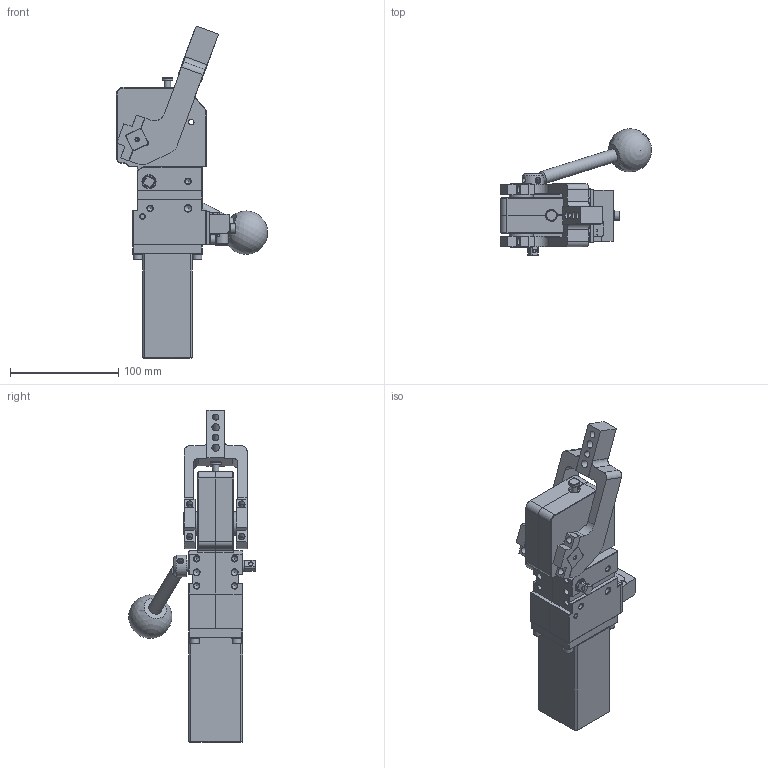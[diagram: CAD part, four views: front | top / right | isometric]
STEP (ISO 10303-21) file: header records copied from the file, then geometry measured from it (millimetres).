
FILE_DESCRIPTION (( 'STEP AP214' ), '1' );
FILE_NAME ('P30M-40-00-00-00_Montaj.STEP', '2025-09-17T10:41:53', ( '' ), ( '' ), 'SwSTEP 2.0', 'SolidWorks 2024', '' );
FILE_SCHEMA (( 'AUTOMOTIVE_DESIGN' ));
Length unit declared in the file: millimetre
Products named in the file (23): P30M-40-02-00-00_Govde_Sol; P30M-40-00-00-00_Montaj; P30M-40-09-01-00_Manuel Tahrik Mil; P30M-40-15-02-05_M5x10 imbus; P30M-40-13-00-01_Sensor_kontrol_1650065_P1; P30M-40-15-02-02_M5x20 imbus; P30M-40-12-00-00_Kontrol Pimi; P30M-40-04-00-00_Piston Borusu; P30M-40-13-00-00_Sensor Kartus; P30M-40-09-00-00_Manuel Tahrik Mil - Montaj_MODEL; P30M-40-01-02-00_Bushing_D12_d10_H15; P30M-40-15-01-00_M5 Tirtilli Rondela; P30M-40-14-00-00_Manuel Kol__MODEL; P30M-40-15-03-01_M5x50 Pim; P30M-40-03-01-00_K52-12 Kastas; P30M-40-16-02-00_Baski_Kolu; P30M-40-05-00-00_Tahrik Mili; P30M-40-15-02-03_M5x25 imbus; P30M-40-16-01-00_Baski kolu-40; P30M-40-03-00-00_Piston Kapak; P30M-40-16-00-00_Baski kolu-40__MODEL; P30M-40-01-00-00_Govde_Sag; P30M-40-15-02-04_M5x30 imbus
Assembly tree (37 placements, depth 3):
  P30M-40-00-00-00_Montaj
    P30M-40-09-00-00_Manuel Tahrik Mil - Montaj_MODEL
      P30M-40-09-01-00_Manuel Tahrik Mil
    P30M-40-16-00-00_Baski kolu-40__MODEL
      P30M-40-16-02-00_Baski_Kolu
      P30M-40-16-01-00_Baski kolu-40  x2
    P30M-40-01-00-00_Govde_Sag
    P30M-40-03-00-00_Piston Kapak
    P30M-40-04-00-00_Piston Borusu
    P30M-40-05-00-00_Tahrik Mili
    P30M-40-01-02-00_Bushing_D12_d10_H15  x2
    P30M-40-12-00-00_Kontrol Pimi
    P30M-40-13-00-00_Sensor Kartus
    P30M-40-02-00-00_Govde_Sol
    P30M-40-13-00-01_Sensor_kontrol_1650065_P1
    P30M-40-15-01-00_M5 Tirtilli Rondela  x9
    P30M-40-15-02-04_M5x30 imbus
    P30M-40-15-02-03_M5x25 imbus
    P30M-40-15-02-02_M5x20 imbus  x6
    P30M-40-15-03-01_M5x50 Pim
    P30M-40-15-02-05_M5x10 imbus
    P30M-40-03-01-00_K52-12 Kastas
    P30M-40-14-00-00_Manuel Kol__MODEL
Bounding box: 139.3 x 116.58 x 306.2 mm (x, y, z)
Volume: 777353.6 mm3; surface area: 175630.4 mm2
Topology: 43 solids, 43 shells, 997 faces, 2395 edges, 1543 vertices
Faces by surface type: plane 560, cylinder 254, cone 152, torus 25, sphere 4, bspline 2
Full cylindrical faces by diameter (mm): 0.8 x1, 1.8 x2, 2.5 x2, 3 x6, 3.2 x4, 3.3 x4, 4 x2, 4.2 x11, 4.5 x4, 5 x34, 5.3 x13, 5.5 x8, 5.8 x1, 6 x8, 6.2 x4, 7 x2, 7.5 x2, 8 x4, 8.3 x1, 8.5 x9, 8.566 x2, 8.8 x12, 9.7 x2, 9.98 x2, 10 x4, 10.106 x1, 10.53 x1, 11.794 x1, 12 x8, 12.5 x1
Entity records: 24547 total; most frequent: CARTESIAN_POINT 4758, DIRECTION 4012, ORIENTED_EDGE 3426, EDGE_CURVE 1713, AXIS2_PLACEMENT_3D 1465, EDGE_LOOP 1288, VERTEX_POINT 1233, LINE 1082
